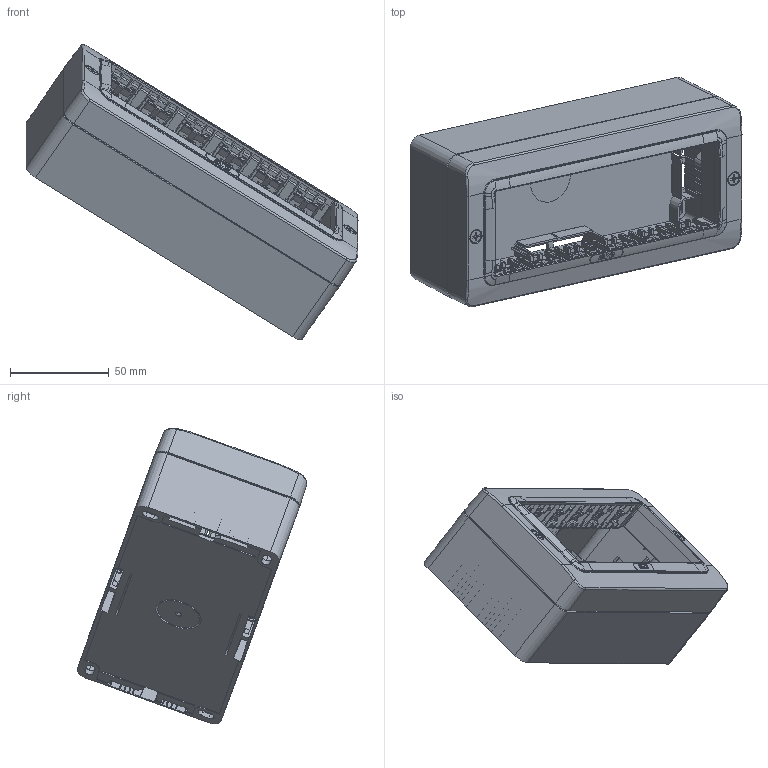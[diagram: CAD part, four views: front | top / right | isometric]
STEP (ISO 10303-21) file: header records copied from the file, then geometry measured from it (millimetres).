
FILE_DESCRIPTION(('CATIA V5 STEP Exchange'),'2;1');
FILE_NAME('44QC06.stp','2024-03-19T13:16:33+00:00',('none'),('none'),'CATIA Version 5-6 Release 2016 SP6','CATIA V5 STEP AP203','none');
FILE_SCHEMA(('CONFIG_CONTROL_DESIGN'));
Products named in the file (1): STEP
Assembly tree (4 placements, depth 2):
  STEP
    #57  x2
    #3771
    #155517
Bounding box: 168.29 x 116.42 x 149.87 mm (x, y, z)
Volume: 97074.3 mm3; surface area: 120385.2 mm2
Topology: 4 solids, 4 shells, 5578 faces, 15704 edges, 10158 vertices
Faces by surface type: plane 3906, cylinder 1072, bspline 314, cone 150, sphere 94, extrusion 24, torus 18
Entity records: 183178 total; most frequent: CARTESIAN_POINT 58115, ORIENTED_EDGE 30766, DIRECTION 18097, EDGE_CURVE 15383, VERTEX_POINT 10015, VECTOR 9642, LINE 9618, EDGE_LOOP 5696
